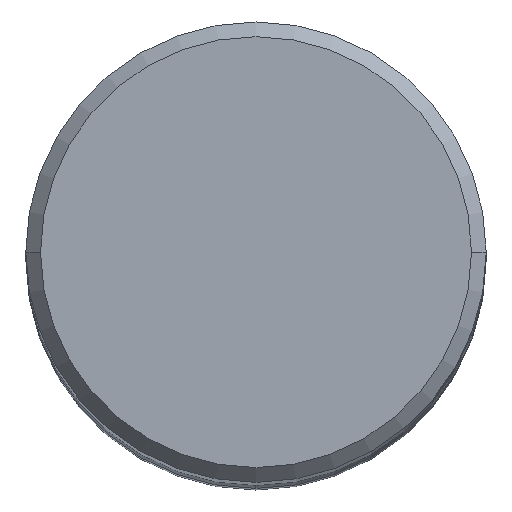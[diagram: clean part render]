
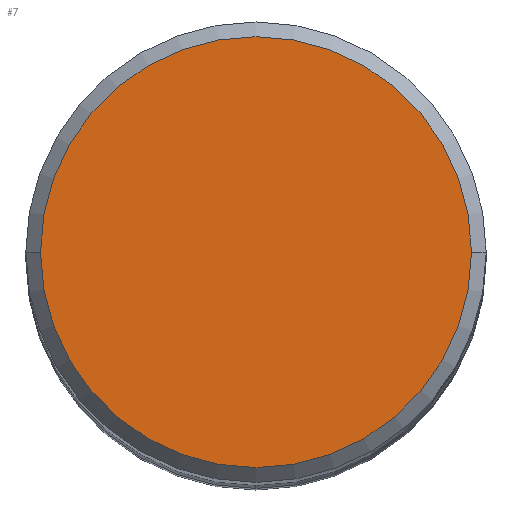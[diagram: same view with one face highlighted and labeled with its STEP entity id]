
A CAD part, top view. The second image highlights one B-rep face of the part: STEP entity #7.
In plain terms, the highlighted planar face has unit normal (0, 0, 1).
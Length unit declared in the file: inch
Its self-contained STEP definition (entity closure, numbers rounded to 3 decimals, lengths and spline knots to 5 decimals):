
#6 = ORIENTED_EDGE ( 'NONE', *, *, #443, .T. ) ;
#7 = ADVANCED_FACE ( 'NONE', ( #323 ), #114, .F. ) ;
#12 = CARTESIAN_POINT ( 'NONE',  ( 0., 0., 0. ) ) ;
#87 = CARTESIAN_POINT ( 'NONE',  ( -0.2925, 0., 0. ) ) ;
#114 = PLANE ( 'NONE',  #197 ) ;
#120 = DIRECTION ( 'NONE',  ( -1., 0., 0. ) ) ;
#129 = DIRECTION ( 'NONE',  ( 0., 0., 1. ) ) ;
#139 = CARTESIAN_POINT ( 'NONE',  ( 0.2925, 0., 0. ) ) ;
#175 = AXIS2_PLACEMENT_3D ( 'NONE', #12, #187, #402 ) ;
#187 = DIRECTION ( 'NONE',  ( 0., 0., 1. ) ) ;
#197 = AXIS2_PLACEMENT_3D ( 'NONE', #413, #216, #120 ) ;
#216 = DIRECTION ( 'NONE',  ( 0., 0., -1. ) ) ;
#280 = CIRCLE ( 'NONE', #175, 0.2925 ) ;
#304 = CIRCLE ( 'NONE', #527, 0.2925 ) ;
#323 = FACE_OUTER_BOUND ( 'NONE', #353, .T. ) ;
#353 = EDGE_LOOP ( 'NONE', ( #6, #539 ) ) ;
#377 = VERTEX_POINT ( 'NONE', #87 ) ;
#402 = DIRECTION ( 'NONE',  ( 1., 0., 0. ) ) ;
#413 = CARTESIAN_POINT ( 'NONE',  ( 0., 0.2925, 0. ) ) ;
#443 = EDGE_CURVE ( 'NONE', #377, #559, #304, .T. ) ;
#495 = EDGE_CURVE ( 'NONE', #559, #377, #280, .T. ) ;
#514 = DIRECTION ( 'NONE',  ( 1., 0., 0. ) ) ;
#527 = AXIS2_PLACEMENT_3D ( 'NONE', #553, #129, #514 ) ;
#539 = ORIENTED_EDGE ( 'NONE', *, *, #495, .T. ) ;
#553 = CARTESIAN_POINT ( 'NONE',  ( 0., 0., 0. ) ) ;
#559 = VERTEX_POINT ( 'NONE', #139 ) ;
